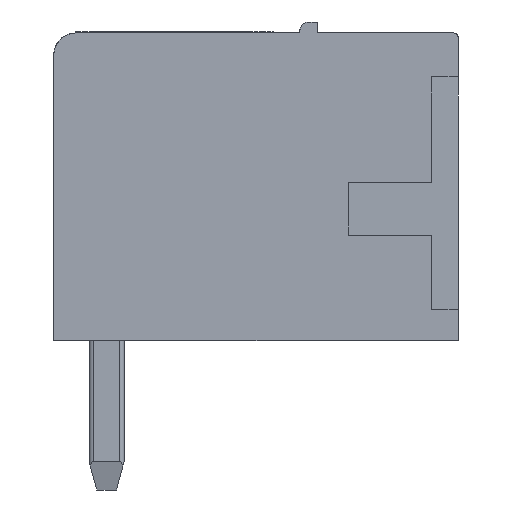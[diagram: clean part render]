
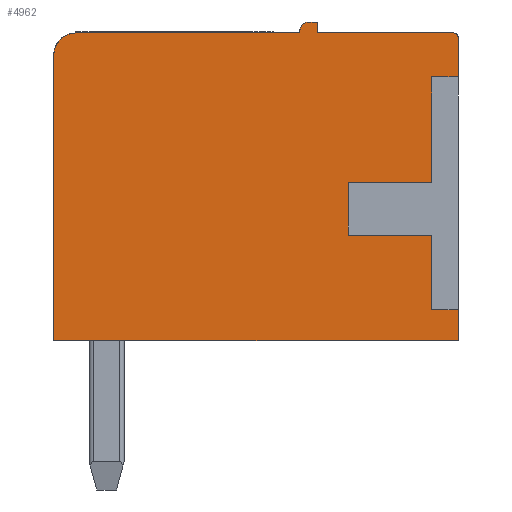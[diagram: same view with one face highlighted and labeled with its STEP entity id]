
A CAD part, left-side view. The second image highlights one B-rep face of the part: STEP entity #4962.
In plain terms, the highlighted planar face has unit normal (-1, 0.018, 0).
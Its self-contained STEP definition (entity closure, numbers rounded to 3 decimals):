
#4962=ADVANCED_FACE('',(#9851),#9852,.F.);
#9851=FACE_OUTER_BOUND('',#18137,.T.);
#9852=PLANE('',#18138);
#18137=EDGE_LOOP('',(#26914,#26915,#26916,#26917,#26918,#26919,#26920,#26921,#26922,#26923,#26924,#26925,#26926,#26927,#26928,#26929,#26930,#26931,#26932));
#18138=AXIS2_PLACEMENT_3D('',#26933,#26934,#26935);
#26914=ORIENTED_EDGE('',*,*,#31431,.T.);
#26915=ORIENTED_EDGE('',*,*,#30912,.T.);
#26916=ORIENTED_EDGE('',*,*,#30915,.F.);
#26917=ORIENTED_EDGE('',*,*,#30947,.F.);
#26918=ORIENTED_EDGE('',*,*,#30966,.F.);
#26919=ORIENTED_EDGE('',*,*,#31432,.F.);
#26920=ORIENTED_EDGE('',*,*,#31433,.T.);
#26921=ORIENTED_EDGE('',*,*,#31434,.T.);
#26922=ORIENTED_EDGE('',*,*,#31435,.T.);
#26923=ORIENTED_EDGE('',*,*,#31436,.T.);
#26924=ORIENTED_EDGE('',*,*,#31437,.T.);
#26925=ORIENTED_EDGE('',*,*,#31438,.T.);
#26926=ORIENTED_EDGE('',*,*,#31439,.T.);
#26927=ORIENTED_EDGE('',*,*,#31440,.F.);
#26928=ORIENTED_EDGE('',*,*,#31425,.F.);
#26929=ORIENTED_EDGE('',*,*,#31441,.F.);
#26930=ORIENTED_EDGE('',*,*,#31442,.T.);
#26931=ORIENTED_EDGE('',*,*,#31443,.F.);
#26932=ORIENTED_EDGE('',*,*,#31444,.F.);
#26933=CARTESIAN_POINT('',(-0.025,-1.414,7.975));
#26934=DIRECTION('',(1.,-0.017,0.));
#26935=DIRECTION('',(0.0,0.,-1.0));
#30912=EDGE_CURVE('',#34404,#34422,#34424,.T.);
#30915=EDGE_CURVE('',#34426,#34422,#34428,.T.);
#30947=EDGE_CURVE('',#34477,#34426,#34479,.T.);
#30966=EDGE_CURVE('',#34504,#34477,#34506,.T.);
#31425=EDGE_CURVE('',#35169,#35167,#35171,.T.);
#31431=EDGE_CURVE('',#35179,#34404,#35180,.T.);
#31432=EDGE_CURVE('',#35181,#34504,#35182,.T.);
#31433=EDGE_CURVE('',#35181,#35183,#35184,.T.);
#31434=EDGE_CURVE('',#35183,#35185,#35186,.T.);
#31435=EDGE_CURVE('',#35185,#35187,#35188,.T.);
#31436=EDGE_CURVE('',#35187,#35189,#35190,.T.);
#31437=EDGE_CURVE('',#35189,#35191,#35192,.T.);
#31438=EDGE_CURVE('',#35191,#35193,#35194,.T.);
#31439=EDGE_CURVE('',#35193,#35195,#35196,.T.);
#31440=EDGE_CURVE('',#35167,#35195,#35197,.T.);
#31441=EDGE_CURVE('',#35198,#35169,#35199,.T.);
#31442=EDGE_CURVE('',#35198,#35200,#35201,.T.);
#31443=EDGE_CURVE('',#35202,#35200,#35203,.T.);
#31444=EDGE_CURVE('',#35179,#35202,#35204,.T.);
#34404=VERTEX_POINT('',#39484);
#34422=VERTEX_POINT('',#39507);
#34424=LINE('',#39510,#39511);
#34426=VERTEX_POINT('',#39513);
#34428=ELLIPSE('',#39516,0.5,0.5);
#34477=VERTEX_POINT('',#39590);
#34479=LINE('',#39593,#39594);
#34504=VERTEX_POINT('',#39629);
#34506=LINE('',#39632,#39633);
#35167=VERTEX_POINT('',#40638);
#35169=VERTEX_POINT('',#40641);
#35171=ELLIPSE('',#40644,0.1,0.1);
#35179=VERTEX_POINT('',#40655);
#35180=LINE('',#40656,#40657);
#35181=VERTEX_POINT('',#40658);
#35182=LINE('',#40659,#40660);
#35183=VERTEX_POINT('',#40661);
#35184=LINE('',#40662,#40663);
#35185=VERTEX_POINT('',#40664);
#35186=LINE('',#40665,#40666);
#35187=VERTEX_POINT('',#40667);
#35188=LINE('',#40668,#40669);
#35189=VERTEX_POINT('',#40670);
#35190=LINE('',#40671,#40672);
#35191=VERTEX_POINT('',#40673);
#35192=LINE('',#40674,#40675);
#35193=VERTEX_POINT('',#40676);
#35194=LINE('',#40677,#40678);
#35195=VERTEX_POINT('',#40679);
#35196=LINE('',#40680,#40681);
#35197=LINE('',#40682,#40683);
#35198=VERTEX_POINT('',#40684);
#35199=LINE('',#40685,#40686);
#35200=VERTEX_POINT('',#40687);
#35201=LINE('',#40688,#40689);
#35202=VERTEX_POINT('',#40690);
#35203=LINE('',#40691,#40692);
#35204=ELLIPSE('',#40693,0.2,0.2);
#39484=CARTESIAN_POINT('',(0.063,3.6,7.));
#39507=CARTESIAN_POINT('',(0.152,8.7,7.));
#39510=CARTESIAN_POINT('',(0.083,4.729,7.));
#39511=VECTOR('',#43923,1.0);
#39513=CARTESIAN_POINT('',(0.161,9.2,6.5));
#39516=AXIS2_PLACEMENT_3D('',#43925,#43926,#43927);
#39590=CARTESIAN_POINT('',(0.161,9.2,0.));
#39593=CARTESIAN_POINT('',(0.161,9.2,5.238));
#39594=VECTOR('',#43966,1.0);
#39629=CARTESIAN_POINT('',(0.,0.,0.));
#39632=CARTESIAN_POINT('',(0.083,4.729,0.));
#39633=VECTOR('',#43984,1.0);
#40638=CARTESIAN_POINT('',(0.,0.,6.9));
#40641=CARTESIAN_POINT('',(0.002,0.1,7.));
#40644=AXIS2_PLACEMENT_3D('',#44373,#44374,#44375);
#40655=CARTESIAN_POINT('',(0.063,3.6,7.05));
#40656=CARTESIAN_POINT('',(0.063,3.6,5.238));
#40657=VECTOR('',#44379,1.0);
#40658=CARTESIAN_POINT('',(0.,0.,0.7));
#40659=CARTESIAN_POINT('',(0.,0.,5.238));
#40660=VECTOR('',#44380,1.0);
#40661=CARTESIAN_POINT('',(0.01,0.6,0.7));
#40662=CARTESIAN_POINT('',(0.083,4.729,0.7));
#40663=VECTOR('',#44381,1.0);
#40664=CARTESIAN_POINT('',(0.01,0.6,2.4));
#40665=CARTESIAN_POINT('',(0.01,0.6,5.238));
#40666=VECTOR('',#44382,1.0);
#40667=CARTESIAN_POINT('',(0.044,2.5,2.4));
#40668=CARTESIAN_POINT('',(0.083,4.729,2.4));
#40669=VECTOR('',#44383,1.0);
#40670=CARTESIAN_POINT('',(0.044,2.5,3.6));
#40671=CARTESIAN_POINT('',(0.044,2.5,5.238));
#40672=VECTOR('',#44384,1.0);
#40673=CARTESIAN_POINT('',(0.01,0.6,3.6));
#40674=CARTESIAN_POINT('',(0.083,4.729,3.6));
#40675=VECTOR('',#44385,1.0);
#40676=CARTESIAN_POINT('',(0.01,0.6,6.));
#40677=CARTESIAN_POINT('',(0.01,0.6,5.238));
#40678=VECTOR('',#44386,1.0);
#40679=CARTESIAN_POINT('',(0.,0.,6.));
#40680=CARTESIAN_POINT('',(0.083,4.729,6.));
#40681=VECTOR('',#44387,1.0);
#40682=CARTESIAN_POINT('',(0.,0.,5.238));
#40683=VECTOR('',#44388,1.0);
#40684=CARTESIAN_POINT('',(0.056,3.2,7.));
#40685=CARTESIAN_POINT('',(0.083,4.729,7.));
#40686=VECTOR('',#44389,1.0);
#40687=CARTESIAN_POINT('',(0.056,3.2,7.25));
#40688=CARTESIAN_POINT('',(0.056,3.2,5.238));
#40689=VECTOR('',#44390,1.0);
#40690=CARTESIAN_POINT('',(0.059,3.4,7.25));
#40691=CARTESIAN_POINT('',(0.083,4.729,7.25));
#40692=VECTOR('',#44391,1.0);
#40693=AXIS2_PLACEMENT_3D('',#44392,#44393,#44394);
#43923=DIRECTION('',(0.017,1.,0.));
#43925=CARTESIAN_POINT('',(0.152,8.7,6.5));
#43926=DIRECTION('',(1.,-0.017,0.));
#43927=DIRECTION('',(0.017,1.,0.));
#43966=DIRECTION('',(0.,0.,1.0));
#43984=DIRECTION('',(0.017,1.,0.));
#44373=CARTESIAN_POINT('',(0.002,0.1,6.9));
#44374=DIRECTION('',(1.,-0.017,0.));
#44375=DIRECTION('',(0.017,1.,0.));
#44379=DIRECTION('',(0.,0.,-1.0));
#44380=DIRECTION('',(0.,0.,-1.0));
#44381=DIRECTION('',(0.017,1.,0.));
#44382=DIRECTION('',(0.,0.,1.0));
#44383=DIRECTION('',(0.017,1.,0.));
#44384=DIRECTION('',(0.,0.,1.0));
#44385=DIRECTION('',(-0.017,-1.,0.));
#44386=DIRECTION('',(0.,0.,1.0));
#44387=DIRECTION('',(-0.017,-1.,0.));
#44388=DIRECTION('',(0.,0.,-1.0));
#44389=DIRECTION('',(-0.017,-1.,0.));
#44390=DIRECTION('',(0.,0.,1.0));
#44391=DIRECTION('',(-0.017,-1.,0.));
#44392=CARTESIAN_POINT('',(0.059,3.4,7.05));
#44393=DIRECTION('',(1.,-0.017,0.));
#44394=DIRECTION('',(0.017,1.,0.));
